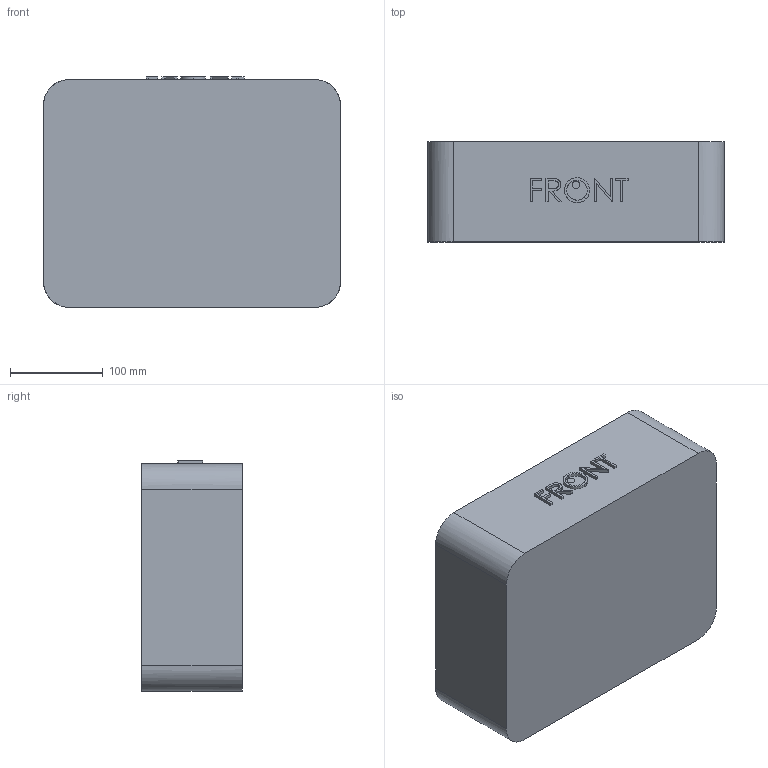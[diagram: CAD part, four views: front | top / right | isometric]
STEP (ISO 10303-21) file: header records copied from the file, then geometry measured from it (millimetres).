
FILE_DESCRIPTION (( 'STEP AP214' ), '1' );
FILE_NAME ('1400-PF.STEP', '2006-01-05T18:36:32', ( ' ' ), ( ' ' ), 'SwSTEP 2.0', 'SolidWorks 2005143', '' );
FILE_SCHEMA (( 'AUTOMOTIVE_DESIGN' ));
Length unit declared in the file: inch
Products named in the file (1): 1400-PF
Bounding box: 320.54 x 107.95 x 249.04 mm (x, y, z)
Volume: 1710359.8 mm3; surface area: 432874.3 mm2
Topology: 1 solids, 1 shells, 309 faces, 803 edges, 526 vertices
Faces by surface type: plane 177, cylinder 56, bspline 56, cone 20
Entity records: 17136 total; most frequent: CARTESIAN_POINT 9947, ORIENTED_EDGE 1598, DIRECTION 1231, EDGE_CURVE 799, VECTOR 539, LINE 539, VERTEX_POINT 526, EDGE_LOOP 379
